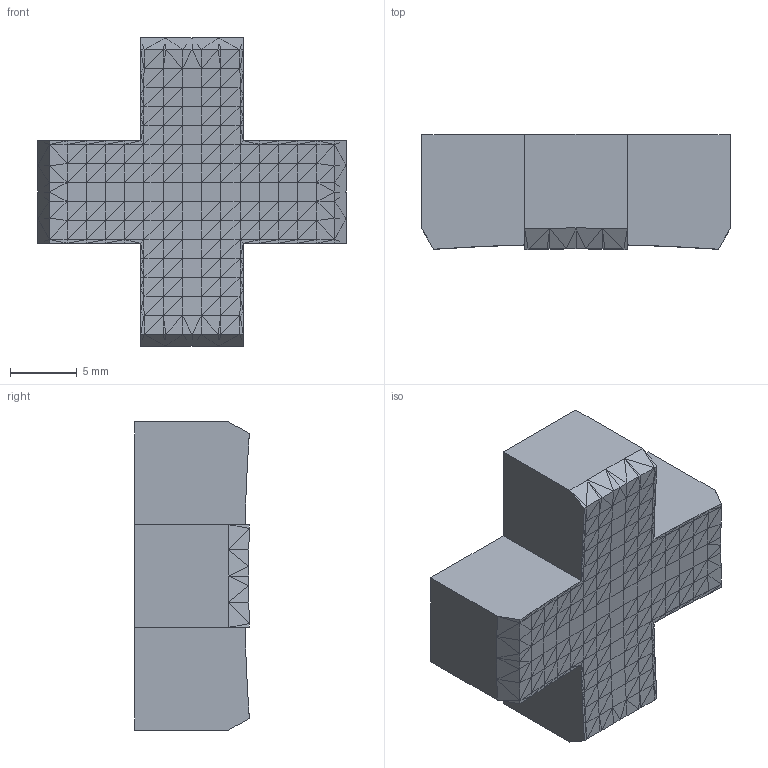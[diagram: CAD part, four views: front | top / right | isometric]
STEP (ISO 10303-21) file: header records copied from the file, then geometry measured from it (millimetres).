
FILE_DESCRIPTION(/* description */ (''),/* implementation_level */ '2;1');
FILE_NAME(/* name */ 'CrossButton.step',/* time_stamp */ '2026-02-19T15:43:39+01:00',/* author */ (''),/* organization */ (''),/* preprocessor_version */ 'ST-DEVELOPER v20.1',/* originating_system */ 'Autodesk Translation Framework v14.24.0.0',/* authorisation */ '');
FILE_SCHEMA (('AUTOMOTIVE_DESIGN { 1 0 10303 214 3 1 1 }'));
Length unit declared in the file: millimetre
Products named in the file (1): BMO Assistant
Bounding box: 23.1 x 8.6 x 23.1 mm (x, y, z)
Volume: 2449.8 mm3; surface area: 1364.6 mm2
Topology: 1 solids, 1 shells, 384 faces, 627 edges, 246 vertices
Faces by surface type: plane 383, cylinder 1
Full cylindrical faces by diameter (mm): 2.2 x1
Entity records: 7994 total; most frequent: DIRECTION 1399, CARTESIAN_POINT 1258, ORIENTED_EDGE 1254, EDGE_CURVE 627, LINE 625, VECTOR 625, AXIS2_PLACEMENT_3D 387, EDGE_LOOP 385
